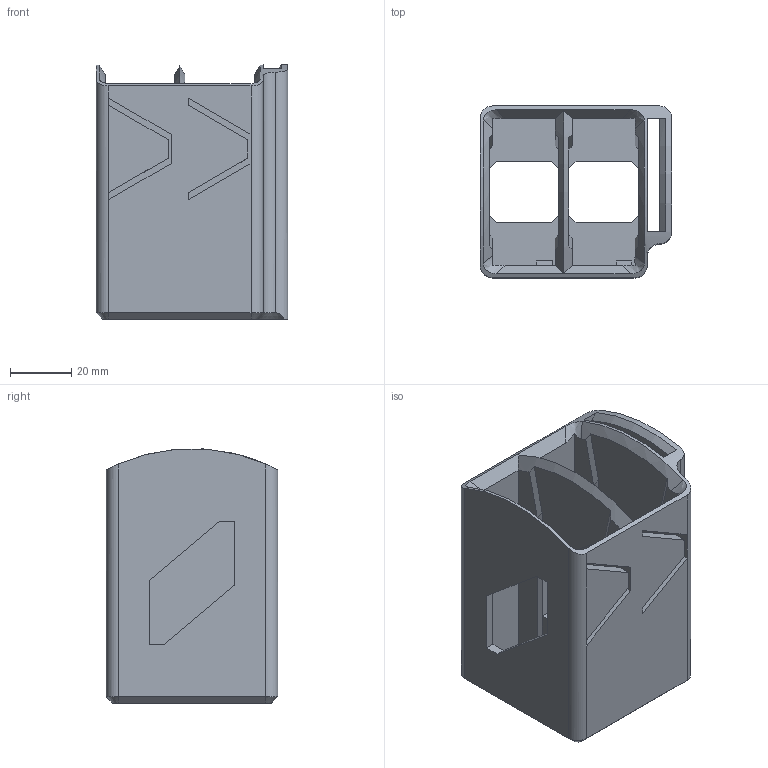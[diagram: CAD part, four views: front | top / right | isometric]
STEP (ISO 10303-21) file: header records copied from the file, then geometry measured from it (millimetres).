
FILE_DESCRIPTION(/* description */ (''),/* implementation_level */ '2;1');
FILE_NAME(/* name */ '2x Talon Holder Horizontal v7.step',/* time_stamp */ '2023-02-26T17:31:47-08:00',/* author */ (''),/* organization */ (''),/* preprocessor_version */ 'ST-DEVELOPER v19.2',/* originating_system */ 'Autodesk Translation Framework v11.17.0.187',/* authorisation */ '');
FILE_SCHEMA (('AUTOMOTIVE_DESIGN { 1 0 10303 214 3 1 1 }'));
Length unit declared in the file: millimetre
Products named in the file (1): Talon Holder Jang Style
Bounding box: 62.5 x 56 x 82.89 mm (x, y, z)
Volume: 88163.4 mm3; surface area: 48793.7 mm2
Topology: 1 solids, 1 shells, 126 faces, 367 edges, 235 vertices
Faces by surface type: plane 98, bspline 16, cylinder 7, cone 5
Entity records: 4651 total; most frequent: CARTESIAN_POINT 1428, ORIENTED_EDGE 734, DIRECTION 562, EDGE_CURVE 367, LINE 268, VECTOR 268, VERTEX_POINT 235, AXIS2_PLACEMENT_3D 147
